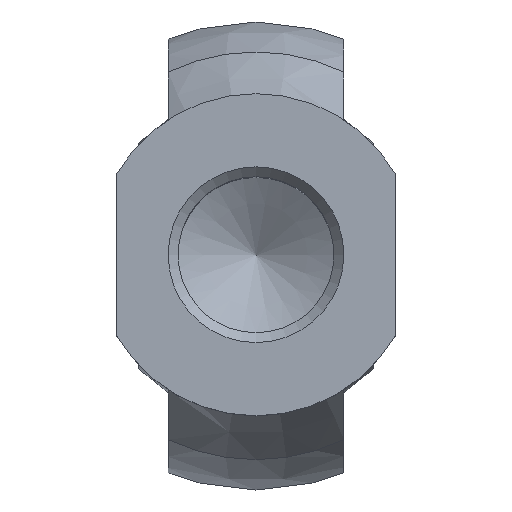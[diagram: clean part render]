
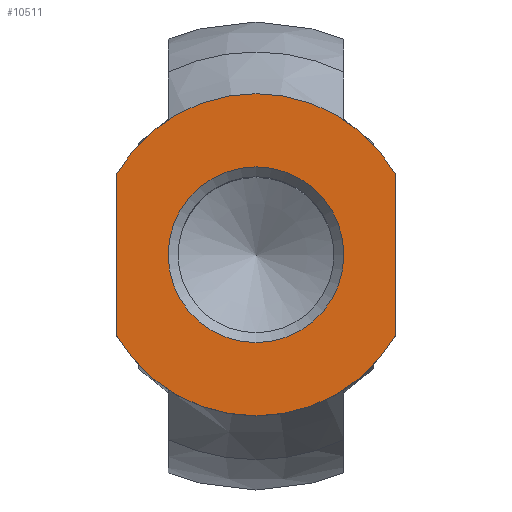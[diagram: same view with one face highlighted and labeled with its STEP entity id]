
A CAD part, top view. The second image highlights one B-rep face of the part: STEP entity #10511.
In plain terms, the highlighted planar face has unit normal (0, 0, 1).
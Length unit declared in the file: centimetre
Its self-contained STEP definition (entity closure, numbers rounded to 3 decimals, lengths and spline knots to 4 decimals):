
#37=CIRCLE($,#10830,1.1);
#38=CIRCLE($,#10831,1.1);
#39=CIRCLE($,#10832,0.6);
#88=FACE_BOUND($,#1521,.T.);
#388=PLANE($,#10829);
#930=FACE_OUTER_BOUND($,#1520,.T.);
#1520=EDGE_LOOP($,(#9659,#9660,#9661,#9662));
#1521=EDGE_LOOP($,(#9663));
#2197=LINE($,#16466,#3216);
#2564=LINE($,#19797,#3583);
#3216=VECTOR($,#11897,1.1091);
#3583=VECTOR($,#12452,1.1091);
#4679=VERTEX_POINT($,#16463);
#4680=VERTEX_POINT($,#16465);
#5089=VERTEX_POINT($,#19794);
#5090=VERTEX_POINT($,#19796);
#5098=VERTEX_POINT($,#19820);
#6005=EDGE_CURVE($,#4680,#4679,#2197,.T.);
#6618=EDGE_CURVE($,#5089,#5090,#2564,.T.);
#6627=EDGE_CURVE($,#4679,#5090,#37,.T.);
#6628=EDGE_CURVE($,#5089,#4680,#38,.T.);
#6629=EDGE_CURVE($,#5098,#5098,#39,.F.);
#9659=ORIENTED_EDGE($,*,*,#6005,.T.);
#9660=ORIENTED_EDGE($,*,*,#6627,.T.);
#9661=ORIENTED_EDGE($,*,*,#6618,.F.);
#9662=ORIENTED_EDGE($,*,*,#6628,.T.);
#9663=ORIENTED_EDGE($,*,*,#6629,.F.);
#10511=ADVANCED_FACE($,(#930,#88),#388,.F.);
#10829=AXIS2_PLACEMENT_3D($,#19817,#12475,#12476);
#10830=AXIS2_PLACEMENT_3D($,#19818,#12477,#12478);
#10831=AXIS2_PLACEMENT_3D($,#19819,#12479,#12480);
#10832=AXIS2_PLACEMENT_3D($,#19821,#12481,#12482);
#11897=DIRECTION($,(0.,-1.,0.));
#12452=DIRECTION($,(0.,-1.,0.));
#12475=DIRECTION('center_axis',(0.,0.,-1.));
#12476=DIRECTION('ref_axis',(-1.,0.,0.));
#12477=DIRECTION('center_axis',(0.,0.,1.));
#12478=DIRECTION('ref_axis',(1.,0.,0.));
#12479=DIRECTION('center_axis',(0.,0.,1.));
#12480=DIRECTION('ref_axis',(1.,0.,0.));
#12481=DIRECTION('center_axis',(0.,0.,-1.));
#12482=DIRECTION('ref_axis',(-1.,0.,0.));
#16463=CARTESIAN_POINT('',(-0.95,-0.5545,0.));
#16465=CARTESIAN_POINT('',(-0.95,0.5545,0.));
#16466=CARTESIAN_POINT($,(-0.95,0.5545,0.));
#19794=CARTESIAN_POINT('',(0.95,0.5545,0.));
#19796=CARTESIAN_POINT('',(0.95,-0.5545,0.));
#19797=CARTESIAN_POINT($,(0.95,0.5545,0.));
#19817=CARTESIAN_POINT('Origin',(1.1,0.,0.));
#19818=CARTESIAN_POINT('Origin',(0.,0.,0.));
#19819=CARTESIAN_POINT('Origin',(0.,0.,0.));
#19820=CARTESIAN_POINT('',(-0.6,0.,0.));
#19821=CARTESIAN_POINT('Origin',(0.,0.,0.));
